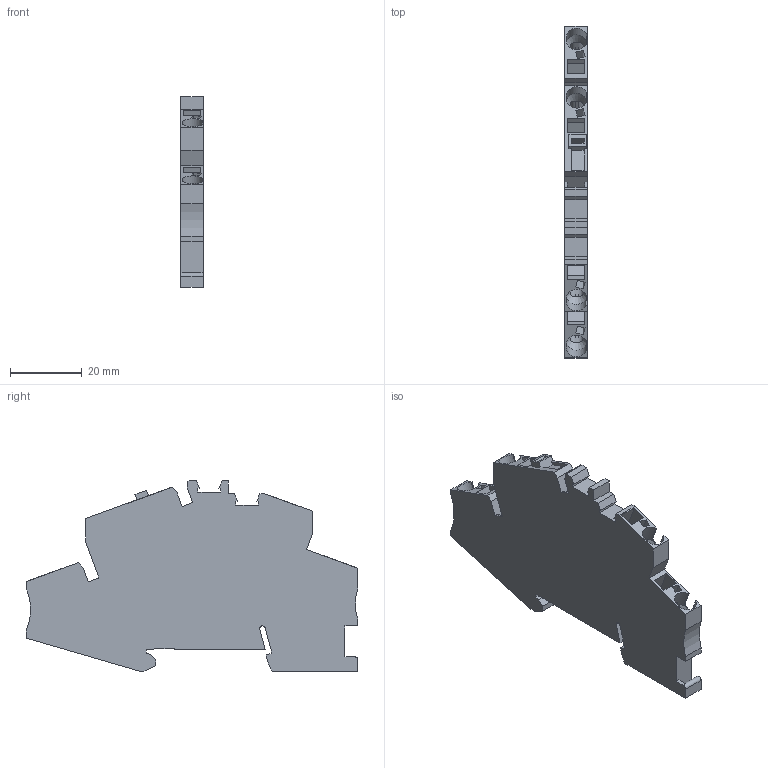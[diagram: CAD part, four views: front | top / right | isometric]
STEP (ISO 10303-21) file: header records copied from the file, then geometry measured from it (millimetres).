
FILE_DESCRIPTION(('Creo Elements/Direct Modeling STEP Export'),'2;1');
FILE_NAME('model.stp','2020-06-03T15:26:51',(''),(''),'Creo Elements/Direct Modeling STEP processor for AP214 (Solid Model)','Creo Elements/Direct Modeling 20.1A 29-Sep-2018 (C) Parametric Technology GmbH','');
FILE_SCHEMA(('AUTOMOTIVE_DESIGN { 1 0 10303 214 1 1 1 1 }'));
Length unit declared in the file: millimetre
Products named in the file (1): STTBS-4-MT-BU-select
Bounding box: 6.15 x 92.4 x 53.02 mm (x, y, z)
Volume: 18998.4 mm3; surface area: 11026.5 mm2
Topology: 1 solids, 1 shells, 255 faces, 697 edges, 454 vertices
Faces by surface type: plane 208, cylinder 35, cone 12
Entity records: 11992 total; most frequent: CARTESIAN_POINT 3487, ORIENTED_EDGE 1394, DIRECTION 1244, EDGE_CURVE 697, VECTOR 566, LINE 566, VERTEX_POINT 454, AXIS2_PLACEMENT_3D 339
